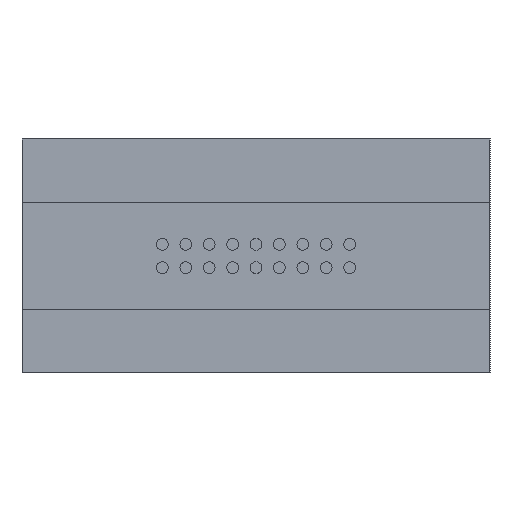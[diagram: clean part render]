
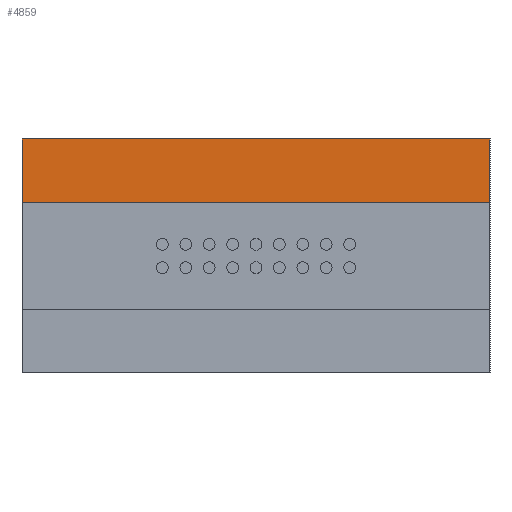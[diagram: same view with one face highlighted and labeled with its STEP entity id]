
A CAD part, left-side view. The second image highlights one B-rep face of the part: STEP entity #4859.
In plain terms, the highlighted planar face has unit normal (-1, 0, 0).
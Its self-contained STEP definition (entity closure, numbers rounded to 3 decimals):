
#697=DIRECTION('',(0.,0.,1.));
#698=VECTOR('',#697,1.35);
#699=CARTESIAN_POINT('',(-5.,5.,1.15));
#700=LINE('',#699,#698);
#725=DIRECTION('',(0.,1.,0.));
#726=VECTOR('',#725,10.);
#727=CARTESIAN_POINT('',(-5.,-5.,2.5));
#728=LINE('',#727,#726);
#729=DIRECTION('',(0.,0.,1.));
#730=VECTOR('',#729,1.35);
#731=CARTESIAN_POINT('',(-5.,-5.,1.15));
#732=LINE('',#731,#730);
#733=DIRECTION('',(0.,-1.,0.));
#734=VECTOR('',#733,10.);
#735=CARTESIAN_POINT('',(-5.,5.,1.15));
#736=LINE('',#735,#734);
#3883=CARTESIAN_POINT('',(-5.,5.,1.15));
#3884=CARTESIAN_POINT('',(-5.,5.,2.5));
#3885=VERTEX_POINT('',#3883);
#3886=VERTEX_POINT('',#3884);
#4041=CARTESIAN_POINT('',(-5.,-5.,1.15));
#4042=CARTESIAN_POINT('',(-5.,-5.,2.5));
#4043=VERTEX_POINT('',#4041);
#4044=VERTEX_POINT('',#4042);
#4846=CARTESIAN_POINT('',(-5.,-5.,2.5));
#4847=DIRECTION('',(1.,0.,0.));
#4848=DIRECTION('',(0.,0.,-1.));
#4849=AXIS2_PLACEMENT_3D('',#4846,#4847,#4848);
#4850=PLANE('',#4849);
#4851=ORIENTED_EDGE('',*,*,#4802,.T.);
#4853=ORIENTED_EDGE('',*,*,#4852,.F.);
#4855=ORIENTED_EDGE('',*,*,#4854,.F.);
#4856=ORIENTED_EDGE('',*,*,#4829,.F.);
#4857=EDGE_LOOP('',(#4851,#4853,#4855,#4856));
#4858=FACE_OUTER_BOUND('',#4857,.F.);
#4802=EDGE_CURVE('',#3885,#3886,#700,.T.);
#4829=EDGE_CURVE('',#3885,#4043,#736,.T.);
#4852=EDGE_CURVE('',#4044,#3886,#728,.T.);
#4854=EDGE_CURVE('',#4043,#4044,#732,.T.);
#4859=ADVANCED_FACE('',(#4858),#4850,.F.);
